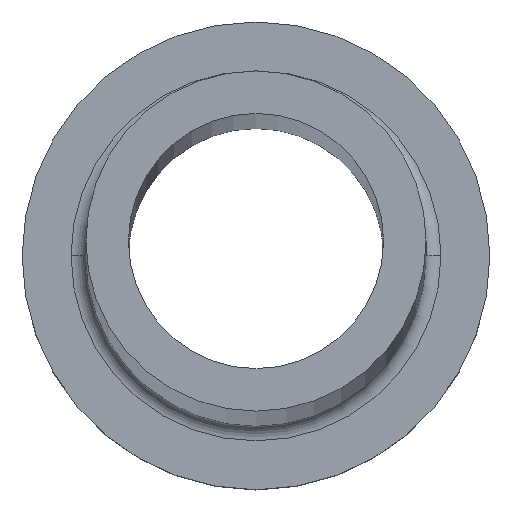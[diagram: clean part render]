
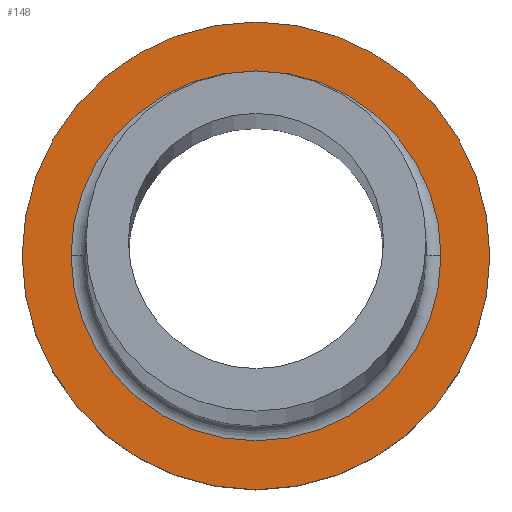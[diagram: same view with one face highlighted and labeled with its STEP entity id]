
A CAD part, top view. The second image highlights one B-rep face of the part: STEP entity #148.
In plain terms, the highlighted planar face has unit normal (0, 0, 1).
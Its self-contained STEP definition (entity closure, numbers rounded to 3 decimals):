
#20 = CARTESIAN_POINT ( 'NONE',  ( 11., 0., 7. ) ) ;
#29 = AXIS2_PLACEMENT_3D ( 'NONE', #124, #33, #62 ) ;
#33 = DIRECTION ( 'NONE',  ( 0., 0., 1. ) ) ;
#34 = EDGE_LOOP ( 'NONE', ( #209, #369 ) ) ;
#36 = CARTESIAN_POINT ( 'NONE',  ( 0., 0., 7. ) ) ;
#38 = EDGE_CURVE ( 'NONE', #79, #70, #215, .T. ) ;
#62 = DIRECTION ( 'NONE',  ( 1., 0., 0. ) ) ;
#70 = VERTEX_POINT ( 'NONE', #107 ) ;
#76 = DIRECTION ( 'NONE',  ( 0., 0., -1. ) ) ;
#79 = VERTEX_POINT ( 'NONE', #231 ) ;
#84 = ORIENTED_EDGE ( 'NONE', *, *, #89, .T. ) ;
#86 = FACE_BOUND ( 'NONE', #160, .T. ) ;
#88 = DIRECTION ( 'NONE',  ( 1., 0., 0. ) ) ;
#89 = EDGE_CURVE ( 'NONE', #70, #79, #333, .T. ) ;
#93 = VERTEX_POINT ( 'NONE', #20 ) ;
#99 = AXIS2_PLACEMENT_3D ( 'NONE', #319, #255, #134 ) ;
#104 = DIRECTION ( 'NONE',  ( 1., 0., 0. ) ) ;
#107 = CARTESIAN_POINT ( 'NONE',  ( -8.7, 0., 7. ) ) ;
#124 = CARTESIAN_POINT ( 'NONE',  ( 0., 0., 7. ) ) ;
#127 = VERTEX_POINT ( 'NONE', #174 ) ;
#134 = DIRECTION ( 'NONE',  ( 1., 0., 0. ) ) ;
#142 = AXIS2_PLACEMENT_3D ( 'NONE', #200, #76, #351 ) ;
#148 = ADVANCED_FACE ( 'NONE', ( #86, #205 ), #342, .T. ) ;
#159 = DIRECTION ( 'NONE',  ( 0., 0., 1. ) ) ;
#160 = EDGE_LOOP ( 'NONE', ( #367, #84 ) ) ;
#174 = CARTESIAN_POINT ( 'NONE',  ( -11., 0., 7. ) ) ;
#197 = DIRECTION ( 'NONE',  ( 0., 0., 1. ) ) ;
#200 = CARTESIAN_POINT ( 'NONE',  ( 0., 0., 7. ) ) ;
#204 = CARTESIAN_POINT ( 'NONE',  ( 0., 0., 7. ) ) ;
#205 = FACE_OUTER_BOUND ( 'NONE', #34, .T. ) ;
#209 = ORIENTED_EDGE ( 'NONE', *, *, #353, .T. ) ;
#215 = CIRCLE ( 'NONE', #99, 8.7 ) ;
#218 = EDGE_CURVE ( 'NONE', #93, #127, #357, .T. ) ;
#231 = CARTESIAN_POINT ( 'NONE',  ( 8.7, 0., 7. ) ) ;
#255 = DIRECTION ( 'NONE',  ( 0., 0., -1. ) ) ;
#283 = AXIS2_PLACEMENT_3D ( 'NONE', #204, #197, #88 ) ;
#310 = CIRCLE ( 'NONE', #377, 11. ) ;
#319 = CARTESIAN_POINT ( 'NONE',  ( 0., 0., 7. ) ) ;
#333 = CIRCLE ( 'NONE', #142, 8.7 ) ;
#342 = PLANE ( 'NONE',  #283 ) ;
#351 = DIRECTION ( 'NONE',  ( 1., 0., 0. ) ) ;
#353 = EDGE_CURVE ( 'NONE', #127, #93, #310, .T. ) ;
#357 = CIRCLE ( 'NONE', #29, 11. ) ;
#367 = ORIENTED_EDGE ( 'NONE', *, *, #38, .T. ) ;
#369 = ORIENTED_EDGE ( 'NONE', *, *, #218, .T. ) ;
#377 = AXIS2_PLACEMENT_3D ( 'NONE', #36, #159, #104 ) ;
